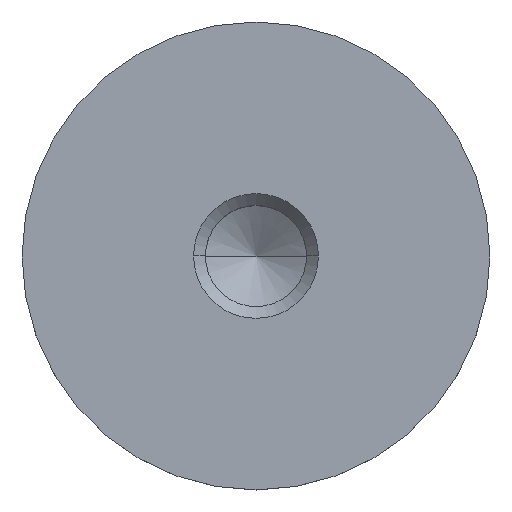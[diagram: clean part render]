
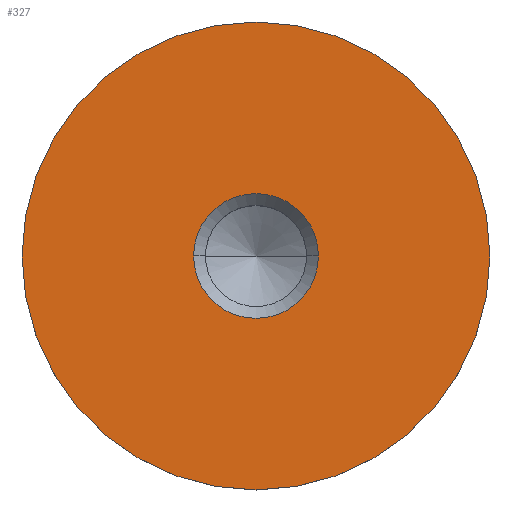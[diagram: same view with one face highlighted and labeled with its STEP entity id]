
A CAD part, top view. The second image highlights one B-rep face of the part: STEP entity #327.
In plain terms, the highlighted planar face has unit normal (0, 0, 1).
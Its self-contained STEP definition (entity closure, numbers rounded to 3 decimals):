
#1 = CARTESIAN_POINT ( 'NONE',  ( 7.5, 0., 0. ) ) ;
#23 = EDGE_LOOP ( 'NONE', ( #76, #280 ) ) ;
#28 = AXIS2_PLACEMENT_3D ( 'NONE', #268, #422, #165 ) ;
#35 = CARTESIAN_POINT ( 'NONE',  ( 0., 0., 0. ) ) ;
#49 = ORIENTED_EDGE ( 'NONE', *, *, #196, .F. ) ;
#58 = CARTESIAN_POINT ( 'NONE',  ( 0., 0., 0. ) ) ;
#76 = ORIENTED_EDGE ( 'NONE', *, *, #252, .T. ) ;
#77 = VERTEX_POINT ( 'NONE', #456 ) ;
#78 = CARTESIAN_POINT ( 'NONE',  ( 4., 0., 0. ) ) ;
#100 = CARTESIAN_POINT ( 'NONE',  ( -4., 0., 0. ) ) ;
#109 = CIRCLE ( 'NONE', #442, 15. ) ;
#110 = EDGE_CURVE ( 'NONE', #77, #278, #153, .T. ) ;
#113 = VERTEX_POINT ( 'NONE', #78 ) ;
#153 = CIRCLE ( 'NONE', #28, 15. ) ;
#165 = DIRECTION ( 'NONE',  ( -1., 0., 0. ) ) ;
#171 = DIRECTION ( 'NONE',  ( 1., 0., 0. ) ) ;
#180 = DIRECTION ( 'NONE',  ( 1., 0., 0. ) ) ;
#196 = EDGE_CURVE ( 'NONE', #278, #77, #109, .T. ) ;
#203 = AXIS2_PLACEMENT_3D ( 'NONE', #58, #248, #242 ) ;
#210 = EDGE_CURVE ( 'NONE', #316, #113, #428, .T. ) ;
#242 = DIRECTION ( 'NONE',  ( 1., 0., 0. ) ) ;
#246 = DIRECTION ( 'NONE',  ( -1., 0., 0. ) ) ;
#248 = DIRECTION ( 'NONE',  ( 0., 0., -1. ) ) ;
#252 = EDGE_CURVE ( 'NONE', #113, #316, #408, .T. ) ;
#256 = DIRECTION ( 'NONE',  ( 0., 0., 1. ) ) ;
#268 = CARTESIAN_POINT ( 'NONE',  ( 0., 0., 0. ) ) ;
#278 = VERTEX_POINT ( 'NONE', #333 ) ;
#280 = ORIENTED_EDGE ( 'NONE', *, *, #210, .T. ) ;
#307 = ORIENTED_EDGE ( 'NONE', *, *, #110, .F. ) ;
#316 = VERTEX_POINT ( 'NONE', #100 ) ;
#325 = DIRECTION ( 'NONE',  ( 0., 0., -1. ) ) ;
#327 = ADVANCED_FACE ( 'NONE', ( #439, #342 ), #479, .T. ) ;
#333 = CARTESIAN_POINT ( 'NONE',  ( -15., 0., 0. ) ) ;
#342 = FACE_OUTER_BOUND ( 'NONE', #465, .T. ) ;
#355 = DIRECTION ( 'NONE',  ( 0., 0., -1. ) ) ;
#402 = CARTESIAN_POINT ( 'NONE',  ( 0., 0., 0. ) ) ;
#408 = CIRCLE ( 'NONE', #461, 4. ) ;
#422 = DIRECTION ( 'NONE',  ( 0., 0., -1. ) ) ;
#428 = CIRCLE ( 'NONE', #203, 4. ) ;
#436 = AXIS2_PLACEMENT_3D ( 'NONE', #1, #256, #180 ) ;
#439 = FACE_BOUND ( 'NONE', #23, .T. ) ;
#442 = AXIS2_PLACEMENT_3D ( 'NONE', #35, #325, #246 ) ;
#456 = CARTESIAN_POINT ( 'NONE',  ( 15., 0., 0. ) ) ;
#461 = AXIS2_PLACEMENT_3D ( 'NONE', #402, #355, #171 ) ;
#465 = EDGE_LOOP ( 'NONE', ( #49, #307 ) ) ;
#479 = PLANE ( 'NONE',  #436 ) ;
